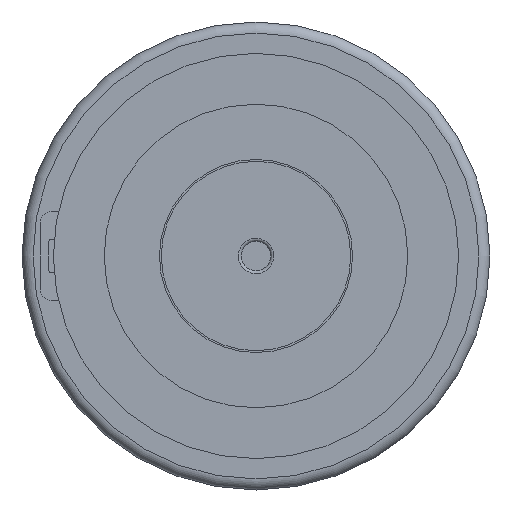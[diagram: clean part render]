
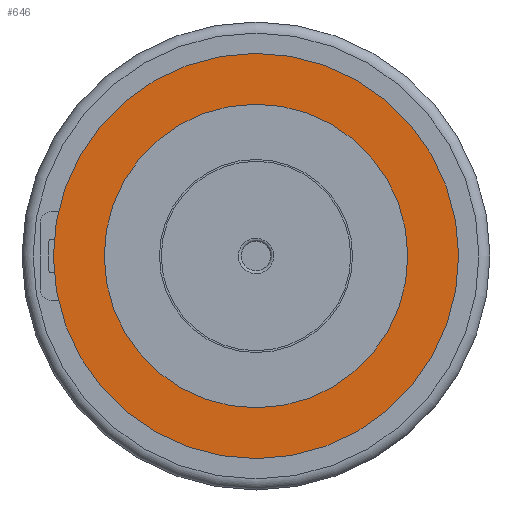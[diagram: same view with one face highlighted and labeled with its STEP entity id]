
A CAD part, left-side view. The second image highlights one B-rep face of the part: STEP entity #646.
In plain terms, the highlighted face is planar.
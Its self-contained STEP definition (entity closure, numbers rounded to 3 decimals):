
#540=CARTESIAN_POINT('',(-46.5,-0.093,-27.5));
#541=VERTEX_POINT('',#540);
#542=CARTESIAN_POINT('',(-46.5,0.,0.));
#543=DIRECTION('',(-1.,0.,0.));
#544=DIRECTION('',(0.,-0.003,-1.));
#545=AXIS2_PLACEMENT_3D('',#542,#543,#544);
#546=CIRCLE('',#545,27.5);
#547=EDGE_CURVE('',#541,#541,#546,.T.);
#627=CARTESIAN_POINT('',(-46.5,-0.081,-24.05));
#628=DIRECTION('',(-1.0,0.,0.));
#629=DIRECTION('',(0.,1.,-0.003));
#630=AXIS2_PLACEMENT_3D('',#627,#628,#629);
#631=PLANE('',#630);
#632=ORIENTED_EDGE('',*,*,#547,.T.);
#633=EDGE_LOOP('',(#632));
#634=FACE_OUTER_BOUND('',#633,.T.);
#635=CARTESIAN_POINT('',(-46.5,-0.07,-20.6));
#636=VERTEX_POINT('',#635);
#637=CARTESIAN_POINT('',(-46.5,0.,0.));
#638=DIRECTION('',(-1.0,0.,0.));
#639=DIRECTION('',(0.,-0.003,-1.));
#640=AXIS2_PLACEMENT_3D('',#637,#638,#639);
#641=CIRCLE('',#640,20.6);
#642=EDGE_CURVE('',#636,#636,#641,.T.);
#643=ORIENTED_EDGE('',*,*,#642,.F.);
#644=EDGE_LOOP('',(#643));
#645=FACE_BOUND('',#644,.T.);
#646=ADVANCED_FACE('',(#634,#645),#631,.T.);
